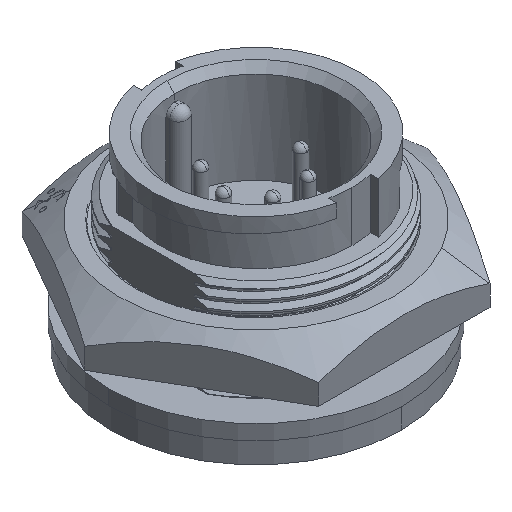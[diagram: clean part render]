
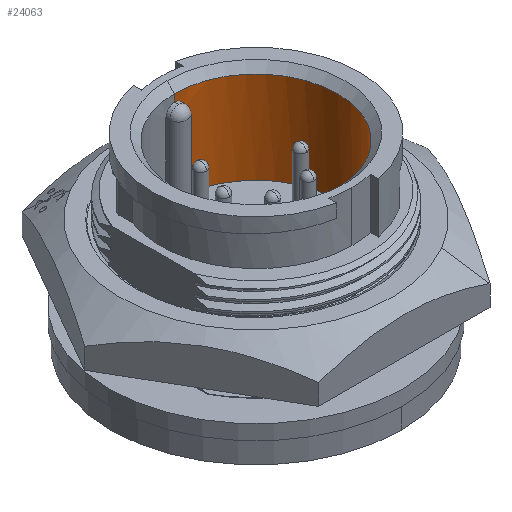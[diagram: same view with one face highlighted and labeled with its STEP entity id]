
A CAD part, isometric view. The second image highlights one B-rep face of the part: STEP entity #24063.
In plain terms, the highlighted cylindrical face has radius 6.985 mm (diameter 13.97 mm), a partial arc.
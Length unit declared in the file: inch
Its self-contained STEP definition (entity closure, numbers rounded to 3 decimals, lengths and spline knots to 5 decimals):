
#85 = DIRECTION ( 'NONE',  ( 0., 0., 1. ) ) ;
#398 = EDGE_LOOP ( 'NONE', ( #5731, #4545, #19947, #17716, #641, #18255 ) ) ;
#455 = DIRECTION ( 'NONE',  ( 0., 0., 1. ) ) ;
#641 = ORIENTED_EDGE ( 'NONE', *, *, #16527, .T. ) ;
#694 = VECTOR ( 'NONE', #17347, 39.37008 ) ;
#1091 = CARTESIAN_POINT ( 'NONE',  ( 0., 0.275, -0.05 ) ) ;
#1826 = DIRECTION ( 'NONE',  ( 0., -1., 0. ) ) ;
#2302 = DIRECTION ( 'NONE',  ( 0., -1., 0. ) ) ;
#3671 = CARTESIAN_POINT ( 'NONE',  ( 0., 0.275, 0. ) ) ;
#3863 = VERTEX_POINT ( 'NONE', #1091 ) ;
#3912 = LINE ( 'NONE', #3671, #5038 ) ;
#4090 = EDGE_CURVE ( 'NONE', #23226, #8841, #11904, .T. ) ;
#4545 = ORIENTED_EDGE ( 'NONE', *, *, #16246, .T. ) ;
#4811 = AXIS2_PLACEMENT_3D ( 'NONE', #12083, #455, #2302 ) ;
#5038 = VECTOR ( 'NONE', #85, 39.37008 ) ;
#5079 = CARTESIAN_POINT ( 'NONE',  ( 0.03, 0.27336, 0.0744 ) ) ;
#5688 = CARTESIAN_POINT ( 'NONE',  ( 0., -0.275, 0. ) ) ;
#5731 = ORIENTED_EDGE ( 'NONE', *, *, #16254, .F. ) ;
#6479 = CARTESIAN_POINT ( 'NONE',  ( 0.03, 0.27336, -0.335 ) ) ;
#6845 = CARTESIAN_POINT ( 'NONE',  ( 0., -0.275, -0.335 ) ) ;
#7387 = CARTESIAN_POINT ( 'NONE',  ( 0.00786, 0.27491, -0.05078 ) ) ;
#7396 = DIRECTION ( 'NONE',  ( 0., 0., 1. ) ) ;
#7512 = CARTESIAN_POINT ( 'NONE',  ( 0.03, 0.27336, -0.08 ) ) ;
#8425 = LINE ( 'NONE', #5079, #14291 ) ;
#8841 = VERTEX_POINT ( 'NONE', #19219 ) ;
#9766 = LINE ( 'NONE', #5688, #694 ) ;
#11320 = DIRECTION ( 'NONE',  ( 0., -1., 0. ) ) ;
#11904 = CIRCLE ( 'NONE', #16653, 0.275 ) ;
#12083 = CARTESIAN_POINT ( 'NONE',  ( 0., 0., 0. ) ) ;
#12327 = AXIS2_PLACEMENT_3D ( 'NONE', #19242, #16910, #11320 ) ;
#12647 = DIRECTION ( 'NONE',  ( 0., 0., -1. ) ) ;
#13102 = CARTESIAN_POINT ( 'NONE',  ( 0.01844, 0.27439, -0.05602 ) ) ;
#14153 = VERTEX_POINT ( 'NONE', #6479 ) ;
#14291 = VECTOR ( 'NONE', #12647, 39.37008 ) ;
#14962 = CARTESIAN_POINT ( 'NONE',  ( 0.01512, 0.27461, -0.05379 ) ) ;
#15096 = CARTESIAN_POINT ( 'NONE',  ( 0., 0., -0.025 ) ) ;
#15525 = VERTEX_POINT ( 'NONE', #6845 ) ;
#15818 = FACE_OUTER_BOUND ( 'NONE', #398, .T. ) ;
#16246 = EDGE_CURVE ( 'NONE', #3863, #18518, #20789, .T. ) ;
#16254 = EDGE_CURVE ( 'NONE', #3863, #8841, #3912, .T. ) ;
#16527 = EDGE_CURVE ( 'NONE', #15525, #23226, #9766, .T. ) ;
#16653 = AXIS2_PLACEMENT_3D ( 'NONE', #15096, #7396, #1826 ) ;
#16910 = DIRECTION ( 'NONE',  ( 0., 0., 1. ) ) ;
#17062 = CARTESIAN_POINT ( 'NONE',  ( 0., -0.275, -0.025 ) ) ;
#17063 = CARTESIAN_POINT ( 'NONE',  ( 0.03, 0.27336, -0.07207 ) ) ;
#17091 = CIRCLE ( 'NONE', #12327, 0.275 ) ;
#17347 = DIRECTION ( 'NONE',  ( 0., 0., 1. ) ) ;
#17688 = EDGE_CURVE ( 'NONE', #18518, #14153, #8425, .T. ) ;
#17716 = ORIENTED_EDGE ( 'NONE', *, *, #22825, .F. ) ;
#18255 = ORIENTED_EDGE ( 'NONE', *, *, #4090, .T. ) ;
#18518 = VERTEX_POINT ( 'NONE', #21209 ) ;
#19219 = CARTESIAN_POINT ( 'NONE',  ( 0., 0.275, -0.025 ) ) ;
#19242 = CARTESIAN_POINT ( 'NONE',  ( 0., 0., -0.335 ) ) ;
#19947 = ORIENTED_EDGE ( 'NONE', *, *, #17688, .T. ) ;
#20789 = B_SPLINE_CURVE_WITH_KNOTS ( 'NONE', 3,
 ( #24371, #21341, #7387, #14962, #13102, #24248, #17063, #7512 ),
 .UNSPECIFIED., .F., .F.,
 ( 4, 2, 2, 4 ),
 ( 0., 0.0003, 0.0006, 0.00119 ),
 .UNSPECIFIED. ) ;
#21209 = CARTESIAN_POINT ( 'NONE',  ( 0.03, 0.27336, -0.08 ) ) ;
#21341 = CARTESIAN_POINT ( 'NONE',  ( 0.00396, 0.275, -0.05 ) ) ;
#22825 = EDGE_CURVE ( 'NONE', #15525, #14153, #17091, .T. ) ;
#23226 = VERTEX_POINT ( 'NONE', #17062 ) ;
#23358 = CYLINDRICAL_SURFACE ( 'NONE', #4811, 0.275 ) ;
#24063 = ADVANCED_FACE ( 'NONE', ( #15818 ), #23358, .F. ) ;
#24248 = CARTESIAN_POINT ( 'NONE',  ( 0.02674, 0.27375, -0.06431 ) ) ;
#24371 = CARTESIAN_POINT ( 'NONE',  ( 0., 0.275, -0.05 ) ) ;
